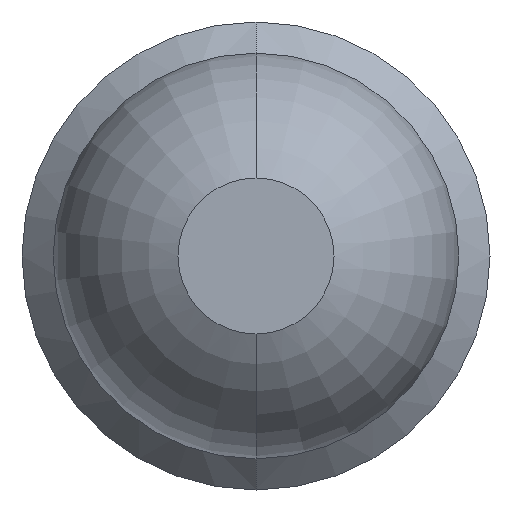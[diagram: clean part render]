
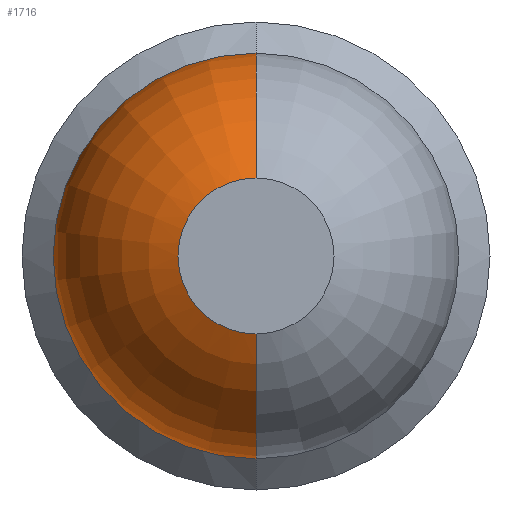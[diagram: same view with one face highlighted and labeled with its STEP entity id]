
A CAD part, front view. The second image highlights one B-rep face of the part: STEP entity #1716.
In plain terms, the highlighted toroidal (fillet/blend) face has major radius 0.01 mm and minor radius 0.4 mm.
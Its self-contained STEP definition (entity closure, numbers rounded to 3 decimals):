
#102 = CIRCLE ( 'NONE', #4088, 0.15 ) ;
#104 = CARTESIAN_POINT ( 'NONE',  ( 0., -27.7, 0.15 ) ) ;
#424 = DIRECTION ( 'NONE',  ( 0., 1., 0. ) ) ;
#472 = EDGE_CURVE ( 'NONE', #908, #1186, #789, .T. ) ;
#573 = AXIS2_PLACEMENT_3D ( 'NONE', #1730, #3107, #4070 ) ;
#774 = CIRCLE ( 'NONE', #1417, 0.4 ) ;
#789 = CIRCLE ( 'NONE', #1670, 0.4 ) ;
#908 = VERTEX_POINT ( 'NONE', #104 ) ;
#1069 = ORIENTED_EDGE ( 'NONE', *, *, #472, .T. ) ;
#1186 = VERTEX_POINT ( 'NONE', #1895 ) ;
#1417 = AXIS2_PLACEMENT_3D ( 'NONE', #4014, #1997, #2643 ) ;
#1544 = DIRECTION ( 'NONE',  ( -1., 0., 0. ) ) ;
#1640 = CARTESIAN_POINT ( 'NONE',  ( 0., -27.333, 0. ) ) ;
#1670 = AXIS2_PLACEMENT_3D ( 'NONE', #3551, #1544, #3891 ) ;
#1716 = ADVANCED_FACE ( 'Defeature ausgef�hrt3_6', ( #2778 ), #2558, .T. ) ;
#1730 = CARTESIAN_POINT ( 'NONE',  ( 0., -27.333, 0. ) ) ;
#1800 = CARTESIAN_POINT ( 'NONE',  ( 0., -27.7, -0.15 ) ) ;
#1895 = CARTESIAN_POINT ( 'NONE',  ( 0., -27.333, 0.39 ) ) ;
#1997 = DIRECTION ( 'NONE',  ( 1., 0., 0. ) ) ;
#2163 = EDGE_CURVE ( 'NONE', #3652, #3785, #774, .T. ) ;
#2174 = ORIENTED_EDGE ( 'NONE', *, *, #2163, .F. ) ;
#2292 = DIRECTION ( 'NONE',  ( 0., 0., 1. ) ) ;
#2558 = TOROIDAL_SURFACE ( 'NONE', #4345, -0.01, 0.4 ) ;
#2643 = DIRECTION ( 'NONE',  ( 0., 0., -1. ) ) ;
#2778 = FACE_OUTER_BOUND ( 'NONE', #3883, .T. ) ;
#3022 = CARTESIAN_POINT ( 'NONE',  ( 0., -27.333, -0.39 ) ) ;
#3078 = EDGE_CURVE ( 'Defeature ausgef�hrt3_7+Defeature ausgef�hrt3_6+Defeature ausgef�hrt3_6+Defeature ausgef�hrt3_6', #3785, #1186, #3473, .T. ) ;
#3107 = DIRECTION ( 'NONE',  ( 0., 1., 0. ) ) ;
#3158 = DIRECTION ( 'NONE',  ( 0., 0., 1. ) ) ;
#3473 = CIRCLE ( 'NONE', #573, 0.39 ) ;
#3491 = CARTESIAN_POINT ( 'NONE',  ( 0., -27.7, 0. ) ) ;
#3551 = CARTESIAN_POINT ( 'NONE',  ( 0., -27.333, -0.01 ) ) ;
#3557 = ORIENTED_EDGE ( 'NONE', *, *, #3948, .T. ) ;
#3619 = DIRECTION ( 'NONE',  ( 0., 1., 0. ) ) ;
#3652 = VERTEX_POINT ( 'NONE', #1800 ) ;
#3785 = VERTEX_POINT ( 'NONE', #3022 ) ;
#3883 = EDGE_LOOP ( 'NONE', ( #2174, #3557, #1069, #4143 ) ) ;
#3891 = DIRECTION ( 'NONE',  ( 0., 0., 1. ) ) ;
#3948 = EDGE_CURVE ( 'Defeature ausgef�hrt3_6+Defeature ausgef�hrt3_5+Defeature ausgef�hrt3_5+Defeature ausgef�hrt3_5', #3652, #908, #102, .T. ) ;
#4014 = CARTESIAN_POINT ( 'NONE',  ( 0., -27.333, 0.01 ) ) ;
#4070 = DIRECTION ( 'NONE',  ( 0., 0., 1. ) ) ;
#4088 = AXIS2_PLACEMENT_3D ( 'NONE', #3491, #424, #3158 ) ;
#4143 = ORIENTED_EDGE ( 'NONE', *, *, #3078, .F. ) ;
#4345 = AXIS2_PLACEMENT_3D ( 'NONE', #1640, #3619, #2292 ) ;
